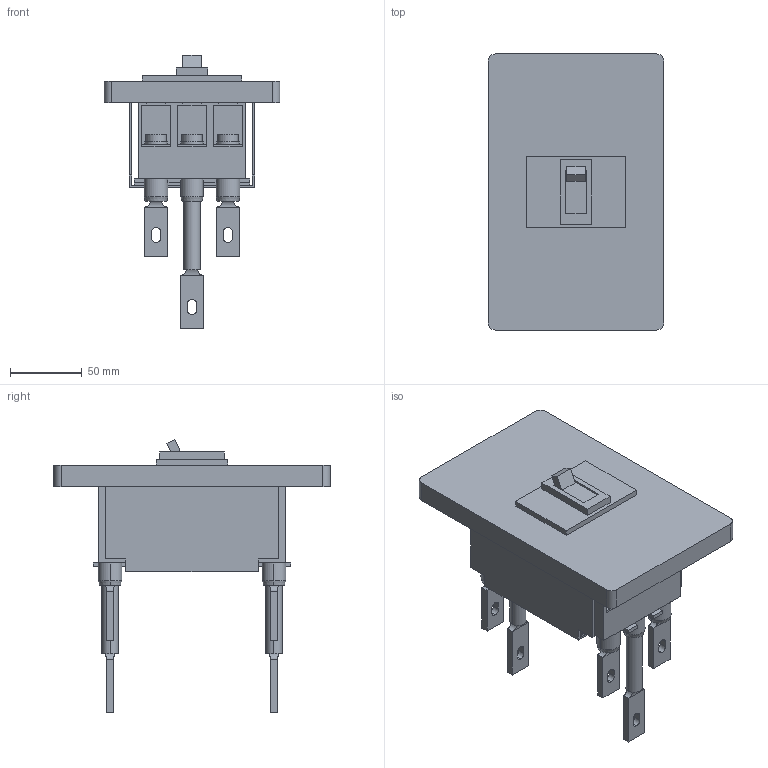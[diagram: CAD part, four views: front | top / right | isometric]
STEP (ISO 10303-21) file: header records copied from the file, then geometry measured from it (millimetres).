
FILE_DESCRIPTION (( 'STEP AP214' ), '1' );
FILE_NAME ('PE60NF3P.STEP', '2023-01-11T06:37:34', ( 'CAD' ), ( '' ), 'SwSTEP 2.0', 'SolidWorks 2015', '' );
FILE_SCHEMA (( 'AUTOMOTIVE_DESIGN' ));
Length unit declared in the file: millimetre
Products named in the file (1): PE60NF3P
Bounding box: 122 x 192 x 189.88 mm (x, y, z)
Volume: 955298.4 mm3; surface area: 197962.4 mm2
Topology: 28 solids, 28 shells, 339 faces, 774 edges, 504 vertices
Faces by surface type: plane 239, cylinder 88, cone 12
Entity records: 12127 total; most frequent: CARTESIAN_POINT 2026, DIRECTION 1570, ORIENTED_EDGE 1548, EDGE_CURVE 774, LINE 610, VECTOR 610, VERTEX_POINT 504, AXIS2_PLACEMENT_3D 480
